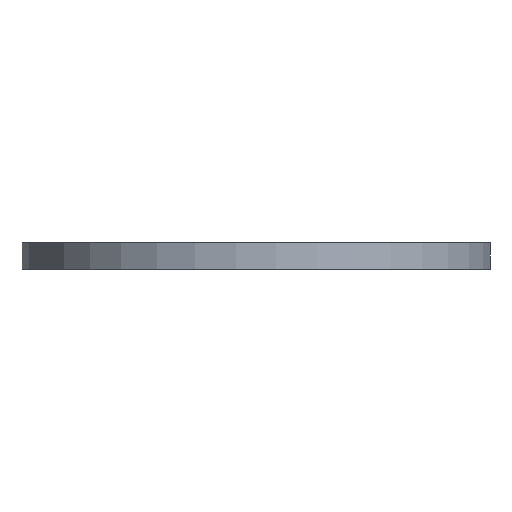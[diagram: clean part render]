
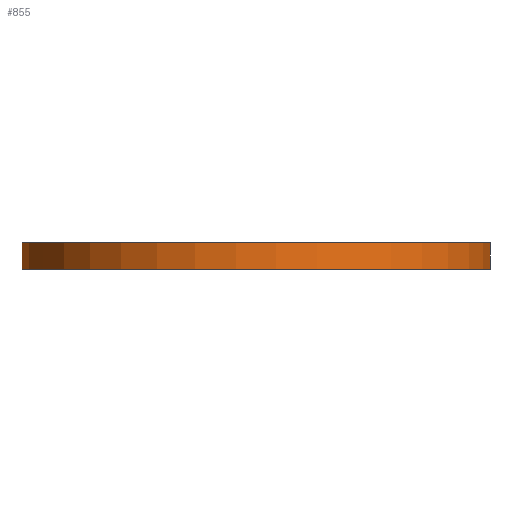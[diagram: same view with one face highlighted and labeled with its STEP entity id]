
A CAD part, front view. The second image highlights one B-rep face of the part: STEP entity #855.
In plain terms, the highlighted cylindrical face has radius 35 mm (diameter 70 mm), a partial arc.
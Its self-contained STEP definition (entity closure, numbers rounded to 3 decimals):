
#42=CIRCLE('',#924,35.);
#43=CIRCLE('',#925,35.);
#52=CYLINDRICAL_SURFACE('',#923,35.);
#67=FACE_OUTER_BOUND('',#112,.T.);
#112=EDGE_LOOP('',(#606,#607,#608,#609));
#231=LINE('',#1210,#308);
#232=LINE('',#1213,#309);
#308=VECTOR('',#1009,10.);
#309=VECTOR('',#1012,10.);
#387=VERTEX_POINT('',#1206);
#388=VERTEX_POINT('',#1207);
#389=VERTEX_POINT('',#1209);
#390=VERTEX_POINT('',#1211);
#475=EDGE_CURVE('',#387,#388,#42,.T.);
#476=EDGE_CURVE('',#388,#389,#231,.T.);
#477=EDGE_CURVE('',#390,#389,#43,.T.);
#478=EDGE_CURVE('',#387,#390,#232,.T.);
#606=ORIENTED_EDGE('',*,*,#475,.T.);
#607=ORIENTED_EDGE('',*,*,#476,.T.);
#608=ORIENTED_EDGE('',*,*,#477,.F.);
#609=ORIENTED_EDGE('',*,*,#478,.F.);
#855=ADVANCED_FACE('',(#67),#52,.T.);
#923=AXIS2_PLACEMENT_3D('',#1205,#1005,#1006);
#924=AXIS2_PLACEMENT_3D('',#1208,#1007,#1008);
#925=AXIS2_PLACEMENT_3D('',#1212,#1010,#1011);
#1005=DIRECTION('center_axis',(0.,0.,1.));
#1006=DIRECTION('ref_axis',(0.,-1.,0.));
#1007=DIRECTION('center_axis',(0.,0.,1.));
#1008=DIRECTION('ref_axis',(-0.257,0.966,0.));
#1009=DIRECTION('',(0.,0.,1.));
#1010=DIRECTION('center_axis',(0.,0.,1.));
#1011=DIRECTION('ref_axis',(-0.257,0.966,0.));
#1012=DIRECTION('',(0.,0.,1.));
#1205=CARTESIAN_POINT('Origin',(0.,0.,0.));
#1206=CARTESIAN_POINT('',(-9.,33.823,0.));
#1207=CARTESIAN_POINT('',(9.,33.823,0.));
#1208=CARTESIAN_POINT('Origin',(0.,0.,0.));
#1209=CARTESIAN_POINT('',(9.,33.823,4.));
#1210=CARTESIAN_POINT('',(9.,33.823,0.));
#1211=CARTESIAN_POINT('',(-9.,33.823,4.));
#1212=CARTESIAN_POINT('Origin',(0.,0.,4.));
#1213=CARTESIAN_POINT('',(-9.,33.823,0.));
